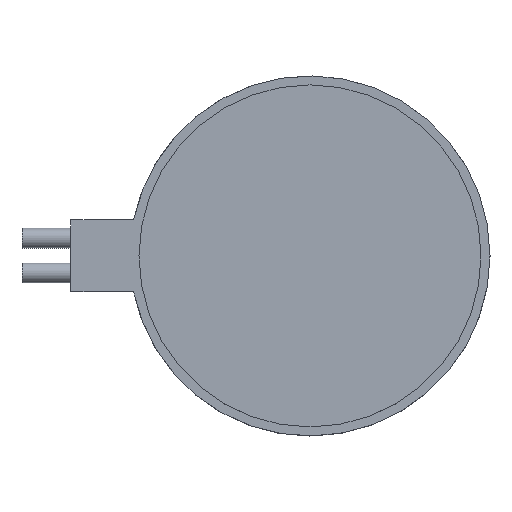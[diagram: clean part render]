
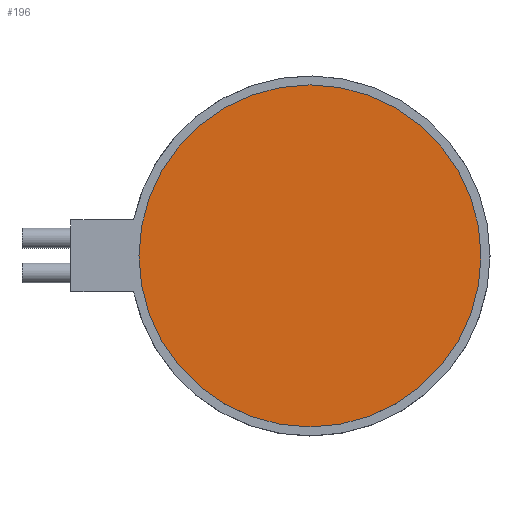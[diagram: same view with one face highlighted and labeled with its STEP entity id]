
A CAD part, top view. The second image highlights one B-rep face of the part: STEP entity #196.
In plain terms, the highlighted planar face has unit normal (0, 0, 1).
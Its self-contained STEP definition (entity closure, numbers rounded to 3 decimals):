
#22=PLANE('',#233);
#35=FACE_OUTER_BOUND('',#51,.T.);
#51=EDGE_LOOP('',(#159));
#91=CIRCLE('',#225,4.75);
#101=VERTEX_POINT('',#318);
#118=EDGE_CURVE('',#101,#101,#91,.T.);
#159=ORIENTED_EDGE('',*,*,#118,.T.);
#196=ADVANCED_FACE('',(#35),#22,.T.);
#225=AXIS2_PLACEMENT_3D('',#320,#255,#256);
#233=AXIS2_PLACEMENT_3D('',#342,#277,#278);
#255=DIRECTION('center_axis',(0.,0.,1.));
#256=DIRECTION('ref_axis',(1.,0.,0.));
#277=DIRECTION('center_axis',(0.,0.,1.));
#278=DIRECTION('ref_axis',(1.,0.,0.));
#318=CARTESIAN_POINT('',(4.75,0.,3.55));
#320=CARTESIAN_POINT('Origin',(0.,0.,3.55));
#342=CARTESIAN_POINT('Origin',(0.,0.,3.55));
